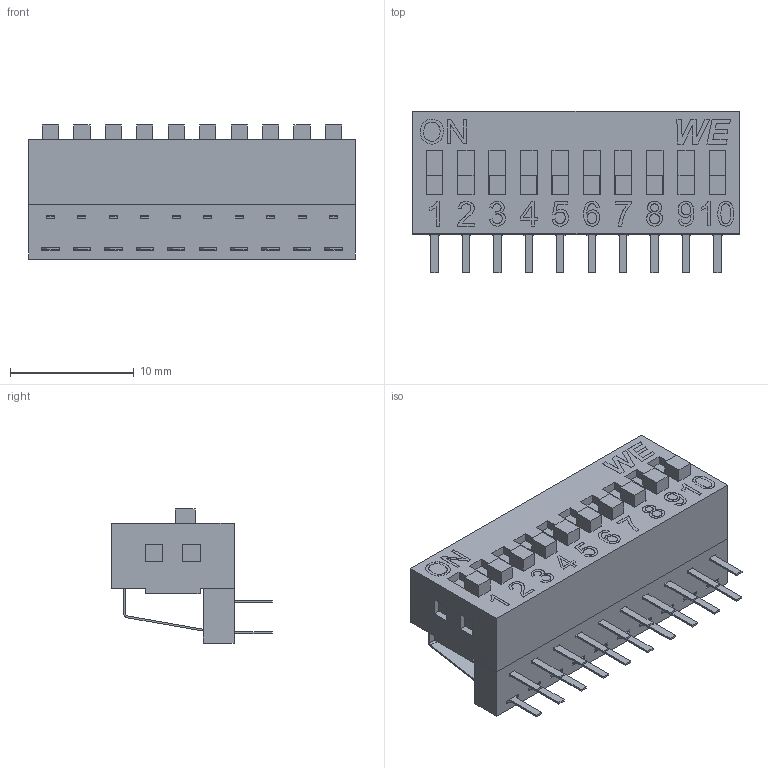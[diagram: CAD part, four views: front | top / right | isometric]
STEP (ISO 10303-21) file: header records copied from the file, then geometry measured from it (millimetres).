
FILE_DESCRIPTION( ( 'Unknown' ), '1' );
FILE_NAME( '4182172709xxA_V2 - 418217270910A_V2.stp', 'Unknown', ( 'Unknown' ), ( 'Unknown' ), 'PSStep 19.0.9', 'Unknown', ' ' );
FILE_SCHEMA( ( 'AUTOMOTIVE_DESIGN { 1 0 10303 214 1 1 1 1 }' ) );
Length unit declared in the file: millimetre
Products named in the file (7): Assem1; Terminal_down; Terminal_up; Actuator; Cover_10; Base_10; Accessory 10
Assembly tree (33 placements, depth 2):
  Assem1
    Terminal_down  x10
    Terminal_up  x10
    Actuator  x10
    Cover_10
    Base_10
    Accessory 10
Bounding box: 26.4 x 13 x 10.83 mm (x, y, z)
Volume: 1236.3 mm3; surface area: 4178.1 mm2
Topology: 33 solids, 33 shells, 1727 faces, 4776 edges, 3164 vertices
Faces by surface type: plane 1519, cylinder 180, extrusion 28
Entity records: 39072 total; most frequent: CARTESIAN_POINT 7214, ORIENTED_EDGE 5270, DIRECTION 4383, EDGE_CURVE 2635, VECTOR 2411, LINE 2383, VERTEX_POINT 1742, EDGE_LOOP 1051
